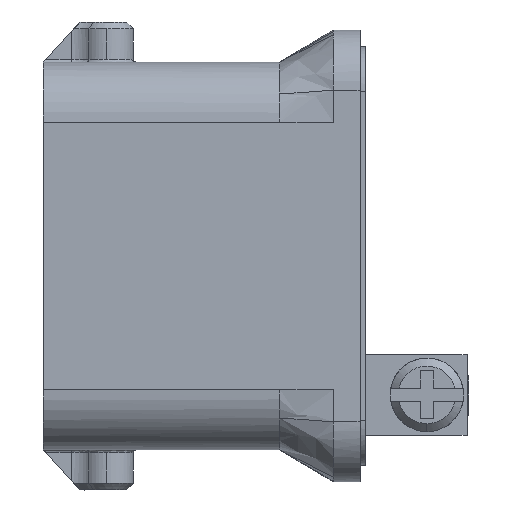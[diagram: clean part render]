
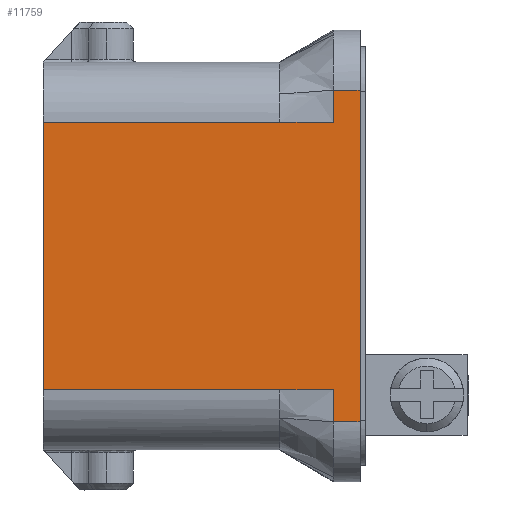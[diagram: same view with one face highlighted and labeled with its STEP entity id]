
A CAD part, left-side view. The second image highlights one B-rep face of the part: STEP entity #11759.
In plain terms, the highlighted planar face has unit normal (-1, 0, 0).
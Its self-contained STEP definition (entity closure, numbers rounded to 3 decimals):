
#336 = LINE ( 'NONE', #337, #3036 ) ;
#337 = CARTESIAN_POINT ( 'NONE',  ( -24., 12.25, -12.4 ) ) ;
#338 = DIRECTION ( 'NONE',  ( 0., 1., 0. ) ) ;
#351 = CARTESIAN_POINT ( 'NONE',  ( -24., 2.4, -12.4 ) ) ;
#352 = LINE ( 'NONE', #353, #3038 ) ;
#353 = CARTESIAN_POINT ( 'NONE',  ( -24., 0.4, 0. ) ) ;
#354 = DIRECTION ( 'NONE',  ( 0., 0., -1. ) ) ;
#358 = LINE ( 'NONE', #359, #3041 ) ;
#359 = CARTESIAN_POINT ( 'NONE',  ( -24., 12.25, -10. ) ) ;
#360 = DIRECTION ( 'NONE',  ( 0., 1., 0. ) ) ;
#361 = CARTESIAN_POINT ( 'NONE',  ( -23.999, 2.4, -12.001 ) ) ;
#362 = CARTESIAN_POINT ( 'NONE',  ( -23.997, 2.4, -11.601 ) ) ;
#363 = CARTESIAN_POINT ( 'NONE',  ( -23.999, 2.4, -10.801 ) ) ;
#364 = CARTESIAN_POINT ( 'NONE',  ( -24., 2.4, -10.4 ) ) ;
#365 = CARTESIAN_POINT ( 'NONE',  ( -24., 2.4, -10. ) ) ;
#1061 = LINE ( 'NONE', #1062, #3208 ) ;
#1062 = CARTESIAN_POINT ( 'NONE',  ( -24., 14.748, 10. ) ) ;
#1063 = DIRECTION ( 'NONE',  ( 0., -1., 0. ) ) ;
#1321 = PLANE ( 'NONE',  #7598 ) ;
#1322 = CARTESIAN_POINT ( 'NONE',  ( -24., 12.25, 0. ) ) ;
#1323 = DIRECTION ( 'NONE',  ( 1., 0., 0. ) ) ;
#1324 = DIRECTION ( 'NONE',  ( 0., 0., -1. ) ) ;
#1980 = CARTESIAN_POINT ( 'NONE',  ( -24., 2.4, 10. ) ) ;
#2071 = CARTESIAN_POINT ( 'NONE',  ( -24., 2.4, 10.4 ) ) ;
#2072 = CARTESIAN_POINT ( 'NONE',  ( -23.999, 2.4, 10.801 ) ) ;
#2073 = CARTESIAN_POINT ( 'NONE',  ( -23.997, 2.4, 11.601 ) ) ;
#2074 = CARTESIAN_POINT ( 'NONE',  ( -23.999, 2.4, 12.001 ) ) ;
#2075 = CARTESIAN_POINT ( 'NONE',  ( -24., 2.4, 12.4 ) ) ;
#2077 = LINE ( 'NONE', #2078, #7837 ) ;
#2078 = CARTESIAN_POINT ( 'NONE',  ( -24., 4.4, 10. ) ) ;
#2079 = DIRECTION ( 'NONE',  ( 0., -1., 0. ) ) ;
#2080 = LINE ( 'NONE', #2081, #7838 ) ;
#2081 = CARTESIAN_POINT ( 'NONE',  ( -24., 24.1, 0. ) ) ;
#2082 = DIRECTION ( 'NONE',  ( 0., 0., 1. ) ) ;
#2347 = VECTOR ( 'NONE', #11450, 1000. ) ;
#2817 = EDGE_LOOP ( 'NONE', ( #6917, #6918, #6919, #6921, #6920, #6922, #6924, #6925, #6923, #6926 ) ) ;
#3036 = VECTOR ( 'NONE', #338, 1000. ) ;
#3038 = VECTOR ( 'NONE', #354, 1000. ) ;
#3041 = VECTOR ( 'NONE', #360, 1000. ) ;
#3208 = VECTOR ( 'NONE', #1063, 1000. ) ;
#4426 = CARTESIAN_POINT ( 'NONE',  ( -24., 2.4, -12.4 ) ) ;
#4517 = CARTESIAN_POINT ( 'NONE',  ( -24., 6.4, -10. ) ) ;
#4518 = CARTESIAN_POINT ( 'NONE',  ( -24., 2.4, -10. ) ) ;
#4519 = CARTESIAN_POINT ( 'NONE',  ( -24., 0.4, -12.4 ) ) ;
#4529 = CARTESIAN_POINT ( 'NONE',  ( -24., 24.1, -10. ) ) ;
#4551 = CARTESIAN_POINT ( 'NONE',  ( -24., 2.4, 10. ) ) ;
#4590 = CARTESIAN_POINT ( 'NONE',  ( -24., 0.4, 12.4 ) ) ;
#4686 = CARTESIAN_POINT ( 'NONE',  ( -24., 2.4, 12.4 ) ) ;
#4698 = CARTESIAN_POINT ( 'NONE',  ( -24., 24.1, 10. ) ) ;
#4712 = CARTESIAN_POINT ( 'NONE',  ( -24., 6.4, 10. ) ) ;
#4808 = B_SPLINE_CURVE_WITH_KNOTS ( 'NONE', 3,
 ( #351, #361, #362, #363, #364, #365 ),
 .UNSPECIFIED., .F., .F.,
 ( 4, 2, 4 ),
 ( 0., 0.5, 1. ),
 .UNSPECIFIED. ) ;
#4831 = B_SPLINE_CURVE_WITH_KNOTS ( 'NONE', 3,
 ( #1980, #2071, #2072, #2073, #2074, #2075 ),
 .UNSPECIFIED., .F., .F.,
 ( 4, 2, 4 ),
 ( 0., 0.5, 1. ),
 .UNSPECIFIED. ) ;
#6456 = VERTEX_POINT ( 'NONE', #4426 ) ;
#6547 = VERTEX_POINT ( 'NONE', #4517 ) ;
#6548 = VERTEX_POINT ( 'NONE', #4518 ) ;
#6549 = VERTEX_POINT ( 'NONE', #4519 ) ;
#6559 = VERTEX_POINT ( 'NONE', #4529 ) ;
#6581 = VERTEX_POINT ( 'NONE', #4551 ) ;
#6620 = VERTEX_POINT ( 'NONE', #4590 ) ;
#6716 = VERTEX_POINT ( 'NONE', #4686 ) ;
#6917 = ORIENTED_EDGE ( 'NONE', *, *, #11575, .F. ) ;
#6918 = ORIENTED_EDGE ( 'NONE', *, *, #8474, .F. ) ;
#6919 = ORIENTED_EDGE ( 'NONE', *, *, #11888, .F. ) ;
#6920 = ORIENTED_EDGE ( 'NONE', *, *, #11710, .F. ) ;
#6921 = ORIENTED_EDGE ( 'NONE', *, *, #11889, .F. ) ;
#6922 = ORIENTED_EDGE ( 'NONE', *, *, #11890, .F. ) ;
#6923 = ORIENTED_EDGE ( 'NONE', *, *, #11578, .F. ) ;
#6924 = ORIENTED_EDGE ( 'NONE', *, *, #8569, .F. ) ;
#6925 = ORIENTED_EDGE ( 'NONE', *, *, #11577, .F. ) ;
#6926 = ORIENTED_EDGE ( 'NONE', *, *, #11572, .F. ) ;
#7595 = FACE_OUTER_BOUND ( 'NONE', #2817, .T. ) ;
#7598 = AXIS2_PLACEMENT_3D ( 'NONE', #1322, #1323, #1324 ) ;
#7837 = VECTOR ( 'NONE', #2079, 1000. ) ;
#7838 = VECTOR ( 'NONE', #2082, 1000. ) ;
#8027 = VERTEX_POINT ( 'NONE', #4698 ) ;
#8044 = VERTEX_POINT ( 'NONE', #4712 ) ;
#8474 = EDGE_CURVE ( 'NONE', #6716, #6620, #10893, .T. ) ;
#8569 = EDGE_CURVE ( 'NONE', #6547, #6559, #11448, .T. ) ;
#10305 = VECTOR ( 'NONE', #10895, 1000. ) ;
#10893 = LINE ( 'NONE', #10894, #10305 ) ;
#10894 = CARTESIAN_POINT ( 'NONE',  ( -24., 12.25, 12.4 ) ) ;
#10895 = DIRECTION ( 'NONE',  ( 0., -1., 0. ) ) ;
#11448 = LINE ( 'NONE', #11449, #2347 ) ;
#11449 = CARTESIAN_POINT ( 'NONE',  ( -24., 12.25, -10. ) ) ;
#11450 = DIRECTION ( 'NONE',  ( 0., 1., 0. ) ) ;
#11572 = EDGE_CURVE ( 'NONE', #6549, #6456, #336, .T. ) ;
#11575 = EDGE_CURVE ( 'NONE', #6620, #6549, #352, .T. ) ;
#11577 = EDGE_CURVE ( 'NONE', #6548, #6547, #358, .T. ) ;
#11578 = EDGE_CURVE ( 'NONE', #6456, #6548, #4808, .T. ) ;
#11710 = EDGE_CURVE ( 'NONE', #8027, #8044, #1061, .T. ) ;
#11759 = ADVANCED_FACE ( 'NONE', ( #7595 ), #1321, .F. ) ;
#11888 = EDGE_CURVE ( 'NONE', #6581, #6716, #4831, .T. ) ;
#11889 = EDGE_CURVE ( 'NONE', #8044, #6581, #2077, .T. ) ;
#11890 = EDGE_CURVE ( 'NONE', #6559, #8027, #2080, .T. ) ;
